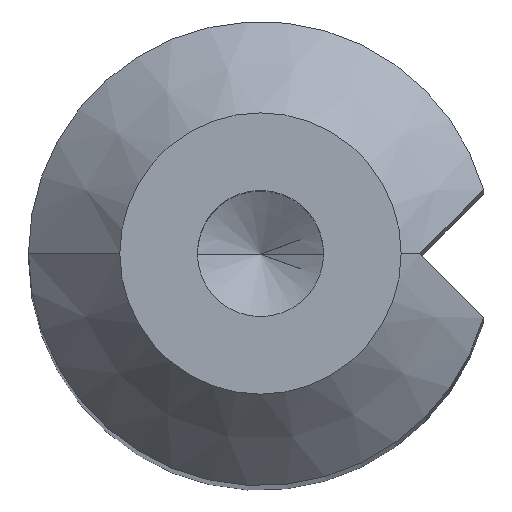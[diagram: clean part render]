
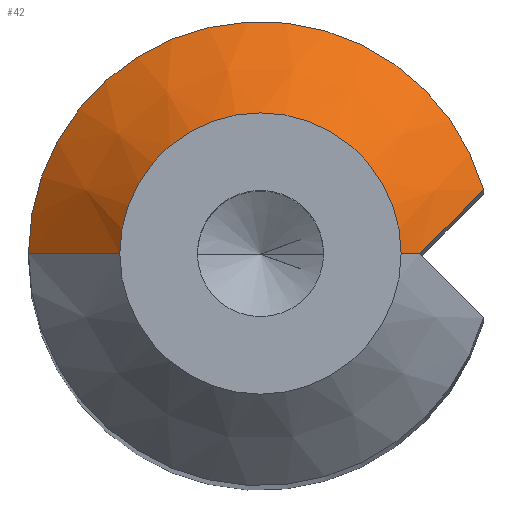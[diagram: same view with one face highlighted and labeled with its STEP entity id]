
A CAD part, top view. The second image highlights one B-rep face of the part: STEP entity #42.
In plain terms, the highlighted conical face has half-angle 45 degrees and reference radius 3.85 mm.
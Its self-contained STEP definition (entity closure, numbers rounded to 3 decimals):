
#2 = CARTESIAN_POINT ( 'NONE',  ( 3.85, 0., 38.1 ) ) ;
#17 = AXIS2_PLACEMENT_3D ( 'NONE', #51, #164, #205 ) ;
#33 = AXIS2_PLACEMENT_3D ( 'NONE', #114, #189, #274 ) ;
#42 = ADVANCED_FACE ( 'NONE', ( #112 ), #338, .T. ) ;
#43 = CARTESIAN_POINT ( 'NONE',  ( 5.537, 1.183, 36.293 ) ) ;
#51 = CARTESIAN_POINT ( 'NONE',  ( 0., 0., 38.1 ) ) ;
#53 = VERTEX_POINT ( 'NONE', #404 ) ;
#63 = VERTEX_POINT ( 'NONE', #315 ) ;
#66 = ORIENTED_EDGE ( 'NONE', *, *, #457, .F. ) ;
#109 = EDGE_CURVE ( 'NONE', #63, #366, #180, .T. ) ;
#110 = AXIS2_PLACEMENT_3D ( 'NONE', #170, #514, #478 ) ;
#111 = ORIENTED_EDGE ( 'NONE', *, *, #109, .T. ) ;
#112 = FACE_OUTER_BOUND ( 'NONE', #466, .T. ) ;
#114 = CARTESIAN_POINT ( 'NONE',  ( 0., 0., 38.1 ) ) ;
#118 = CARTESIAN_POINT ( 'NONE',  ( 6.104, 1.75, 35.6 ) ) ;
#131 = EDGE_CURVE ( 'NONE', #390, #366, #527, .T. ) ;
#143 = ORIENTED_EDGE ( 'NONE', *, *, #131, .F. ) ;
#164 = DIRECTION ( 'NONE',  ( 0., 0., 1. ) ) ;
#170 = CARTESIAN_POINT ( 'NONE',  ( 0., 0., 35.6 ) ) ;
#180 = LINE ( 'NONE', #2, #468 ) ;
#189 = DIRECTION ( 'NONE',  ( 0., 0., -1. ) ) ;
#201 = CARTESIAN_POINT ( 'NONE',  ( 5.822, 1.468, 35.949 ) ) ;
#205 = DIRECTION ( 'NONE',  ( 1., 0., 0. ) ) ;
#222 = VECTOR ( 'NONE', #473, 1000. ) ;
#244 = CARTESIAN_POINT ( 'NONE',  ( 4.956, 0.602, 36.963 ) ) ;
#248 = CIRCLE ( 'NONE', #110, 6.35 ) ;
#271 = CARTESIAN_POINT ( 'NONE',  ( -6.35, 0., 35.6 ) ) ;
#274 = DIRECTION ( 'NONE',  ( -1., 0., 0. ) ) ;
#284 = CARTESIAN_POINT ( 'NONE',  ( 4.354, 0., 37.596 ) ) ;
#315 = CARTESIAN_POINT ( 'NONE',  ( 3.85, 0., 38.1 ) ) ;
#326 = EDGE_CURVE ( 'NONE', #63, #53, #332, .T. ) ;
#332 = CIRCLE ( 'NONE', #17, 3.85 ) ;
#338 = CONICAL_SURFACE ( 'NONE', #33, 3.85, 0.785 ) ;
#352 = ORIENTED_EDGE ( 'NONE', *, *, #326, .F. ) ;
#366 = VERTEX_POINT ( 'NONE', #467 ) ;
#388 = CARTESIAN_POINT ( 'NONE',  ( 6.104, 1.75, 35.6 ) ) ;
#390 = VERTEX_POINT ( 'NONE', #388 ) ;
#404 = CARTESIAN_POINT ( 'NONE',  ( -3.85, 0., 38.1 ) ) ;
#410 = CARTESIAN_POINT ( 'NONE',  ( 4.661, 0.307, 37.289 ) ) ;
#412 = EDGE_CURVE ( 'NONE', #495, #390, #248, .T. ) ;
#445 = ORIENTED_EDGE ( 'NONE', *, *, #412, .F. ) ;
#457 = EDGE_CURVE ( 'NONE', #53, #495, #477, .T. ) ;
#466 = EDGE_LOOP ( 'NONE', ( #352, #111, #143, #445, #66 ) ) ;
#467 = CARTESIAN_POINT ( 'NONE',  ( 4.354, 0., 37.596 ) ) ;
#468 = VECTOR ( 'NONE', #537, 1000. ) ;
#473 = DIRECTION ( 'NONE',  ( -0.707, 0., -0.707 ) ) ;
#477 = LINE ( 'NONE', #517, #222 ) ;
#478 = DIRECTION ( 'NONE',  ( 1., 0., 0. ) ) ;
#495 = VERTEX_POINT ( 'NONE', #271 ) ;
#514 = DIRECTION ( 'NONE',  ( 0., 0., -1. ) ) ;
#517 = CARTESIAN_POINT ( 'NONE',  ( -3.85, 0., 38.1 ) ) ;
#527 = B_SPLINE_CURVE_WITH_KNOTS ( 'NONE', 3,
 ( #118, #201, #43, #244, #410, #284 ),
 .UNSPECIFIED., .F., .F.,
 ( 4, 2, 4 ),
 ( 0., 0.002, 0.003 ),
 .UNSPECIFIED. ) ;
#537 = DIRECTION ( 'NONE',  ( 0.707, 0., -0.707 ) ) ;
